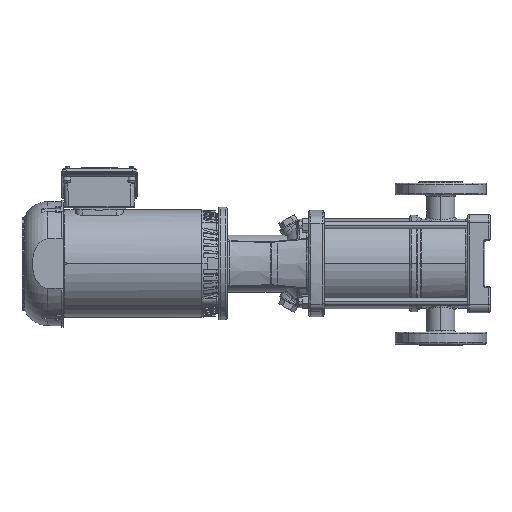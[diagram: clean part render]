
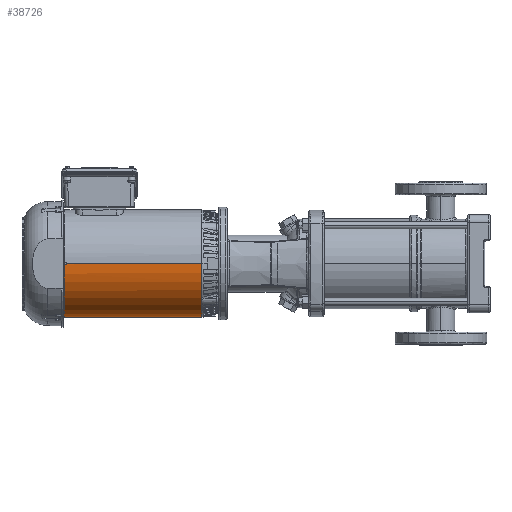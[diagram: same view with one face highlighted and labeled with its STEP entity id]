
A CAD part, left-side view. The second image highlights one B-rep face of the part: STEP entity #38726.
In plain terms, the highlighted cylindrical face has radius 81.875 mm (diameter 163.75 mm), a partial arc.
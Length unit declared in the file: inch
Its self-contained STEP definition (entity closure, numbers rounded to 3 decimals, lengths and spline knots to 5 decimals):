
#1801 = CARTESIAN_POINT ( 'NONE',  ( -3.98164, -3.46789, 0. ) ) ;
#1821 = CARTESIAN_POINT ( 'NONE',  ( -4.11948, -2.78614, -1.99345 ) ) ;
#8214 = CARTESIAN_POINT ( 'NONE',  ( 25.43877, -0.24447, -3.22343 ) ) ;
#10474 = CARTESIAN_POINT ( 'NONE',  ( 4.14824, -3.46789, 0. ) ) ;
#10851 = CARTESIAN_POINT ( 'NONE',  ( -4.11948, -2.65158, -2.15401 ) ) ;
#11331 = B_SPLINE_CURVE_WITH_KNOTS ( 'NONE', 3,
 ( #36150, #78922, #11941, #28247, #77807, #27143, #36712, #1821, #10851, #79471, #63192, #71057, #26582, #62633, #61516, #95737, #105285, #104735 ),
 .UNSPECIFIED., .F., .F.,
 ( 4, 2, 2, 2, 2, 2, 2, 2, 4 ),
 ( 0., 0.125, 0.25, 0.375, 0.5, 0.625, 0.75, 0.875, 1. ),
 .UNSPECIFIED. ) ;
#11941 = CARTESIAN_POINT ( 'NONE',  ( -4.11948, -3.43942, -0.47563 ) ) ;
#16221 = DIRECTION ( 'NONE',  ( -1., 0., 0. ) ) ;
#18318 = AXIS2_PLACEMENT_3D ( 'NONE', #62711, #96937, #88505 ) ;
#23191 = CARTESIAN_POINT ( 'NONE',  ( -4.11948, -3.46745, -0.05906 ) ) ;
#24382 = CYLINDRICAL_SURFACE ( 'NONE', #75957, 3.22343 ) ;
#24651 = CARTESIAN_POINT ( 'NONE',  ( -3.98164, -3.46735, -0.05906 ) ) ;
#26582 = CARTESIAN_POINT ( 'NONE',  ( -4.11948, -1.65737, -2.90476 ) ) ;
#27143 = CARTESIAN_POINT ( 'NONE',  ( -4.11948, -3.12286, -1.46588 ) ) ;
#28247 = CARTESIAN_POINT ( 'NONE',  ( -4.11948, -3.35152, -0.88329 ) ) ;
#30197 = CARTESIAN_POINT ( 'NONE',  ( 4.14824, -0.24447, 0. ) ) ;
#30664 = EDGE_CURVE ( 'NONE', #59596, #35253, #109715, .T. ) ;
#32751 = ORIENTED_EDGE ( 'NONE', *, *, #76225, .F. ) ;
#35253 = VERTEX_POINT ( 'NONE', #10474 ) ;
#36128 = ORIENTED_EDGE ( 'NONE', *, *, #38045, .T. ) ;
#36150 = CARTESIAN_POINT ( 'NONE',  ( -4.11948, -3.46745, -0.05906 ) ) ;
#36712 = CARTESIAN_POINT ( 'NONE',  ( -4.11948, -3.02179, -1.64938 ) ) ;
#38045 = EDGE_CURVE ( 'NONE', #107738, #94968, #110140, .T. ) ;
#38726 = ADVANCED_FACE ( 'NONE', ( #76702 ), #24382, .T. ) ;
#38921 = CARTESIAN_POINT ( 'NONE',  ( -3.98164, -3.46735, -0.05906 ) ) ;
#42553 = DIRECTION ( 'NONE',  ( -1., 0., 0. ) ) ;
#42959 = EDGE_CURVE ( 'NONE', #94968, #95436, #11331, .T. ) ;
#44547 = EDGE_CURVE ( 'NONE', #35253, #85092, #96125, .T. ) ;
#49198 = DIRECTION ( 'NONE',  ( -1., 0., 0. ) ) ;
#59418 = EDGE_LOOP ( 'NONE', ( #32751, #95598, #72220, #62734, #36128, #111337 ) ) ;
#59596 = VERTEX_POINT ( 'NONE', #1801 ) ;
#61516 = CARTESIAN_POINT ( 'NONE',  ( -4.11948, -1.07068, -3.12271 ) ) ;
#62633 = CARTESIAN_POINT ( 'NONE',  ( -4.11948, -1.27136, -3.06259 ) ) ;
#62711 = CARTESIAN_POINT ( 'NONE',  ( -3.98164, -0.24447, 0. ) ) ;
#62734 = ORIENTED_EDGE ( 'NONE', *, *, #79044, .T. ) ;
#63192 = CARTESIAN_POINT ( 'NONE',  ( -4.11948, -2.19101, -2.57777 ) ) ;
#64575 = DIRECTION ( 'NONE',  ( 1., 0., 0. ) ) ;
#66877 = CIRCLE ( 'NONE', #18318, 3.22343 ) ;
#66964 = CARTESIAN_POINT ( 'NONE',  ( -4.11948, -0.24447, -3.22352 ) ) ;
#71057 = CARTESIAN_POINT ( 'NONE',  ( -4.11948, -1.84269, -2.80707 ) ) ;
#72220 = ORIENTED_EDGE ( 'NONE', *, *, #30664, .F. ) ;
#74093 = DIRECTION ( 'NONE',  ( 0., 1., 0. ) ) ;
#74507 = CARTESIAN_POINT ( 'NONE',  ( 25.43877, -0.24447, 0. ) ) ;
#75957 = AXIS2_PLACEMENT_3D ( 'NONE', #74507, #49198, #110973 ) ;
#76225 = EDGE_CURVE ( 'NONE', #85092, #95436, #85260, .T. ) ;
#76418 = AXIS2_PLACEMENT_3D ( 'NONE', #30197, #64575, #74093 ) ;
#76702 = FACE_OUTER_BOUND ( 'NONE', #59418, .T. ) ;
#77807 = CARTESIAN_POINT ( 'NONE',  ( -4.11948, -3.28773, -1.08283 ) ) ;
#78079 = CARTESIAN_POINT ( 'NONE',  ( 4.14824, -0.24447, -3.22343 ) ) ;
#78922 = CARTESIAN_POINT ( 'NONE',  ( -4.11948, -3.46353, -0.26753 ) ) ;
#79044 = EDGE_CURVE ( 'NONE', #59596, #107738, #66877, .T. ) ;
#79380 = VECTOR ( 'NONE', #42553, 39.37008 ) ;
#79471 = CARTESIAN_POINT ( 'NONE',  ( -4.11948, -2.35401, -2.44617 ) ) ;
#85092 = VERTEX_POINT ( 'NONE', #78079 ) ;
#85260 = LINE ( 'NONE', #8214, #79380 ) ;
#88505 = DIRECTION ( 'NONE',  ( 0., 0., -1. ) ) ;
#94968 = VERTEX_POINT ( 'NONE', #23191 ) ;
#95436 = VERTEX_POINT ( 'NONE', #66964 ) ;
#95598 = ORIENTED_EDGE ( 'NONE', *, *, #44547, .F. ) ;
#95654 = VECTOR ( 'NONE', #101834, 39.37008 ) ;
#95737 = CARTESIAN_POINT ( 'NONE',  ( -4.11948, -0.66149, -3.20313 ) ) ;
#96125 = CIRCLE ( 'NONE', #76418, 3.22343 ) ;
#96937 = DIRECTION ( 'NONE',  ( 1., 0., 0. ) ) ;
#99199 = VECTOR ( 'NONE', #16221, 39.37008 ) ;
#101834 = DIRECTION ( 'NONE',  ( 1., 0., 0. ) ) ;
#104735 = CARTESIAN_POINT ( 'NONE',  ( -4.11948, -0.24447, -3.22352 ) ) ;
#105007 = CARTESIAN_POINT ( 'NONE',  ( 25.43877, -3.46789, 0. ) ) ;
#105285 = CARTESIAN_POINT ( 'NONE',  ( -4.11948, -0.45298, -3.22343 ) ) ;
#107738 = VERTEX_POINT ( 'NONE', #38921 ) ;
#109715 = LINE ( 'NONE', #105007, #95654 ) ;
#110140 = LINE ( 'NONE', #24651, #99199 ) ;
#110973 = DIRECTION ( 'NONE',  ( 0., 0., 1. ) ) ;
#111337 = ORIENTED_EDGE ( 'NONE', *, *, #42959, .T. ) ;
